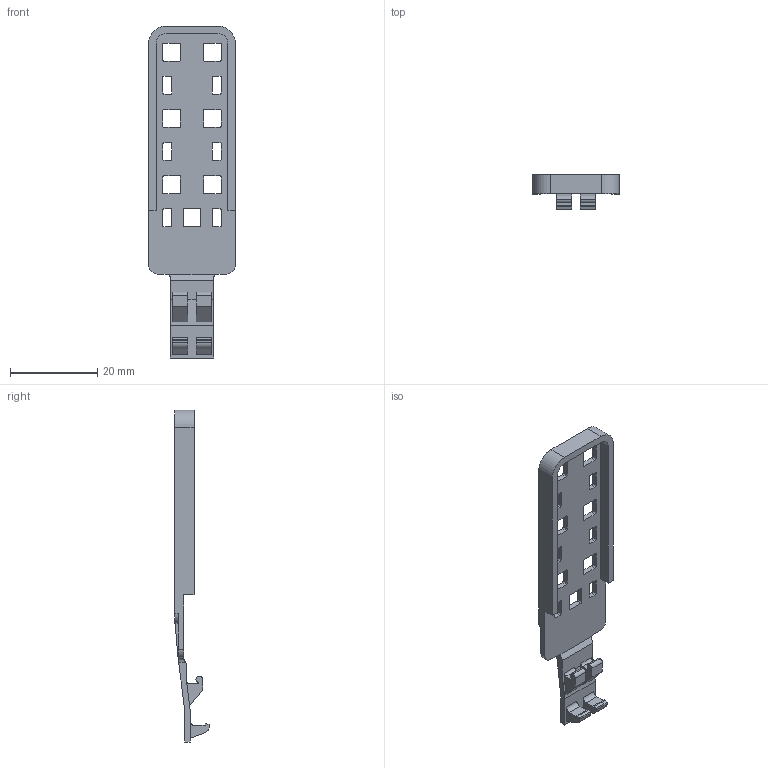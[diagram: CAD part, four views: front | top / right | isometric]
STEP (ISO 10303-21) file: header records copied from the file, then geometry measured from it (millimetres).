
FILE_DESCRIPTION(('CATIA V5R22 STEP214','CAx-IF Rec.Pracs.--- Model Styling and Organization---1.4--- 2014-01-23'),'2;1');
FILE_NAME ('024264-2_0', '2021-04-21T07:13:48+00:00', ('Weidmueller Interface'), ('Weidmueller'), 'CATIA Version 5-6 Release 2016 SP3 HF44', 'CATIA V5 STEP AP214', 'none');
FILE_SCHEMA(('AUTOMOTIVE_DESIGN { 1 0 10303 214 1 1 1 1 }'));
Length unit declared in the file: millimetre
Products named in the file (1): ZZE ZP2.5/4
Bounding box: 19.9 x 7.87 x 76.3 mm (x, y, z)
Volume: 2207.3 mm3; surface area: 3636.8 mm2
Topology: 1 solids, 1 shells, 197 faces, 577 edges, 385 vertices
Faces by surface type: plane 118, cylinder 79
Entity records: 6634 total; most frequent: CARTESIAN_POINT 1486, ORIENTED_EDGE 1154, DIRECTION 885, EDGE_CURVE 577, VECTOR 409, LINE 409, VERTEX_POINT 385, AXIS2_PLACEMENT_3D 289
